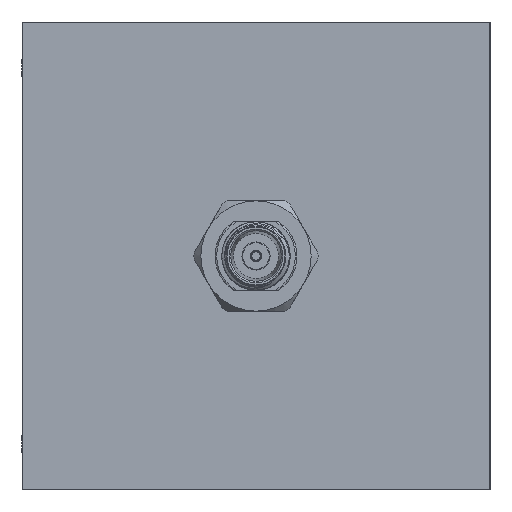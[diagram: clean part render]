
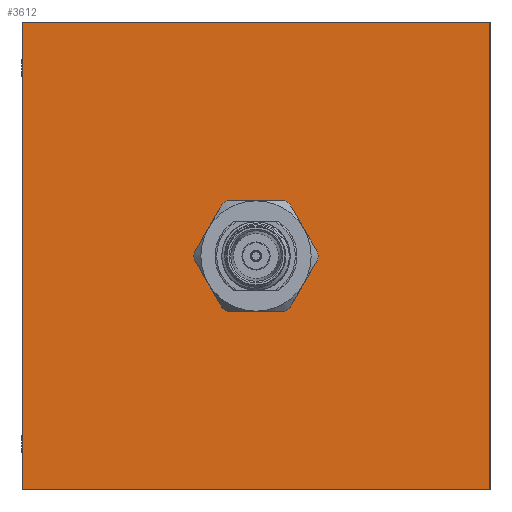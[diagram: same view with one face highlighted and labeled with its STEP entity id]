
A CAD part, left-side view. The second image highlights one B-rep face of the part: STEP entity #3612.
In plain terms, the highlighted planar face has unit normal (-1, 0, 0).
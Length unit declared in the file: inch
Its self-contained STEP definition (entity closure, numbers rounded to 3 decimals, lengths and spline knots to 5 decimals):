
#76 = LINE ( 'NONE', #3162, #3456 ) ;
#202 = CARTESIAN_POINT ( 'NONE',  ( -1.61, 0., -0.14906 ) ) ;
#208 = EDGE_CURVE ( 'NONE', #3874, #7513, #3369, .T. ) ;
#266 = DIRECTION ( 'NONE',  ( 1., 0., 0. ) ) ;
#785 = ORIENTED_EDGE ( 'NONE', *, *, #5438, .T. ) ;
#1006 = EDGE_CURVE ( 'NONE', #6610, #6271, #5577, .T. ) ;
#1167 = AXIS2_PLACEMENT_3D ( 'NONE', #2564, #5492, #4924 ) ;
#1226 = VERTEX_POINT ( 'NONE', #202 ) ;
#1241 = LINE ( 'NONE', #3351, #6768 ) ;
#1497 = CARTESIAN_POINT ( 'NONE',  ( -1.61, -1.5, -1.5 ) ) ;
#1976 = AXIS2_PLACEMENT_3D ( 'NONE', #5013, #266, #5638 ) ;
#2004 = FACE_BOUND ( 'NONE', #4259, .T. ) ;
#2458 = EDGE_CURVE ( 'NONE', #6610, #3874, #76, .T. ) ;
#2564 = CARTESIAN_POINT ( 'NONE',  ( -1.61, -1.5, 1.5 ) ) ;
#2648 = CARTESIAN_POINT ( 'NONE',  ( -1.61, 1.5, 1.5 ) ) ;
#2931 = CARTESIAN_POINT ( 'NONE',  ( -1.61, 1.5, -1.5 ) ) ;
#3162 = CARTESIAN_POINT ( 'NONE',  ( -1.61, 1.5, 1.5 ) ) ;
#3191 = DIRECTION ( 'NONE',  ( 0., 0., -1. ) ) ;
#3351 = CARTESIAN_POINT ( 'NONE',  ( -1.61, -1.5, 1.5 ) ) ;
#3369 = LINE ( 'NONE', #5556, #4569 ) ;
#3456 = VECTOR ( 'NONE', #3191, 39.37008 ) ;
#3563 = ORIENTED_EDGE ( 'NONE', *, *, #6508, .F. ) ;
#3612 = ADVANCED_FACE ( 'NONE', ( #2004, #4035 ), #7317, .F. ) ;
#3761 = VECTOR ( 'NONE', #4306, 39.37008 ) ;
#3786 = CIRCLE ( 'NONE', #1976, 0.14906 ) ;
#3874 = VERTEX_POINT ( 'NONE', #2931 ) ;
#3891 = ORIENTED_EDGE ( 'NONE', *, *, #2458, .T. ) ;
#4035 = FACE_OUTER_BOUND ( 'NONE', #6437, .T. ) ;
#4259 = EDGE_LOOP ( 'NONE', ( #785 ) ) ;
#4306 = DIRECTION ( 'NONE',  ( 0., -1., 0. ) ) ;
#4569 = VECTOR ( 'NONE', #5528, 39.37008 ) ;
#4924 = DIRECTION ( 'NONE',  ( 0., 0., -1. ) ) ;
#5013 = CARTESIAN_POINT ( 'NONE',  ( -1.61, 0., 0. ) ) ;
#5438 = EDGE_CURVE ( 'NONE', #1226, #1226, #3786, .T. ) ;
#5492 = DIRECTION ( 'NONE',  ( 1., 0., 0. ) ) ;
#5515 = ORIENTED_EDGE ( 'NONE', *, *, #1006, .F. ) ;
#5528 = DIRECTION ( 'NONE',  ( 0., -1., 0. ) ) ;
#5556 = CARTESIAN_POINT ( 'NONE',  ( -1.61, -1.5, -1.5 ) ) ;
#5577 = LINE ( 'NONE', #7268, #3761 ) ;
#5638 = DIRECTION ( 'NONE',  ( 0., 0., -1. ) ) ;
#5736 = DIRECTION ( 'NONE',  ( 0., 0., -1. ) ) ;
#5940 = ORIENTED_EDGE ( 'NONE', *, *, #208, .T. ) ;
#6271 = VERTEX_POINT ( 'NONE', #7437 ) ;
#6437 = EDGE_LOOP ( 'NONE', ( #5940, #3563, #5515, #3891 ) ) ;
#6508 = EDGE_CURVE ( 'NONE', #6271, #7513, #1241, .T. ) ;
#6610 = VERTEX_POINT ( 'NONE', #2648 ) ;
#6768 = VECTOR ( 'NONE', #5736, 39.37008 ) ;
#7268 = CARTESIAN_POINT ( 'NONE',  ( -1.61, -1.5, 1.5 ) ) ;
#7317 = PLANE ( 'NONE',  #1167 ) ;
#7437 = CARTESIAN_POINT ( 'NONE',  ( -1.61, -1.5, 1.5 ) ) ;
#7513 = VERTEX_POINT ( 'NONE', #1497 ) ;
